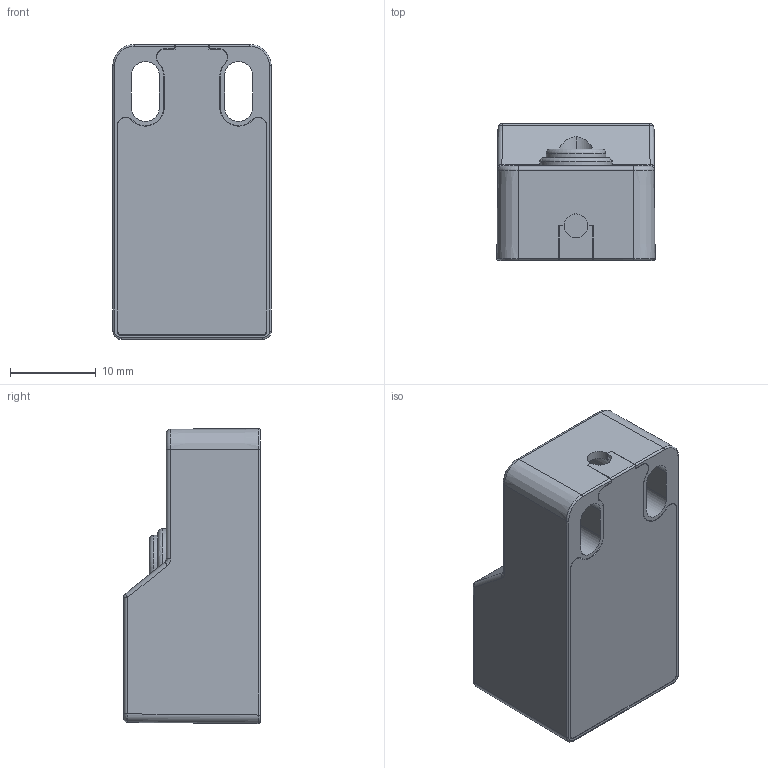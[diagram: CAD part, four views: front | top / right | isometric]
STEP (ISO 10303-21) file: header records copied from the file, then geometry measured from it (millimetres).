
FILE_DESCRIPTION((''),'2;1');
FILE_NAME('EB-Q5MC1','2020-07-19T',('admin'),(''),'PRO/ENGINEER BY PARAMETRIC TECHNOLOGY CORPORATION, 2008380','PRO/ENGINEER BY PARAMETRIC TECHNOLOGY CORPORATION, 2008380','');
FILE_SCHEMA(('CONFIG_CONTROL_DESIGN'));
Length unit declared in the file: millimetre
Products named in the file (1): EB-Q5MC1
Bounding box: 18.5 x 16 x 34.5 mm (x, y, z)
Volume: 500.2 mm3; surface area: 5393.2 mm2
Topology: 1 solids, 2 shells, 221 faces, 596 edges, 385 vertices
Faces by surface type: plane 107, cylinder 78, cone 14, bspline 12, torus 8, sphere 2
Entity records: 7998 total; most frequent: CARTESIAN_POINT 2499, ORIENTED_EDGE 1188, DIRECTION 1069, EDGE_CURVE 594, VERTEX_POINT 385, AXIS2_PLACEMENT_3D 360, VECTOR 349, LINE 349
